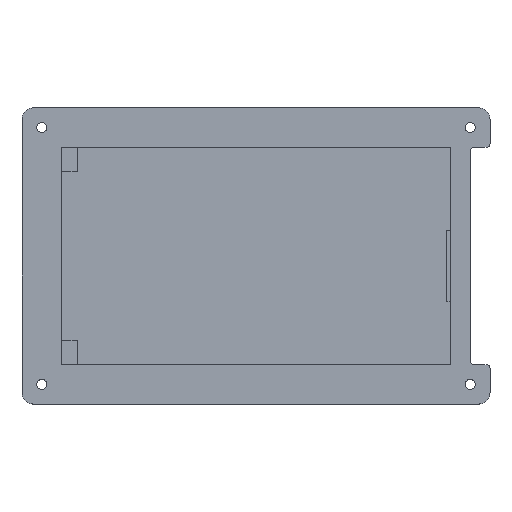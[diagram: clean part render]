
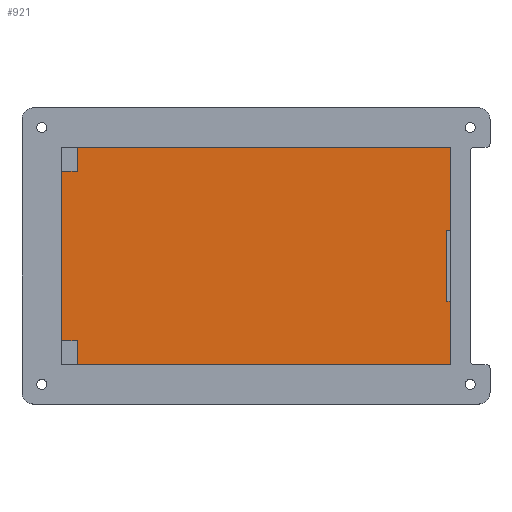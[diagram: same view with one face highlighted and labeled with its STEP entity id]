
A CAD part, top view. The second image highlights one B-rep face of the part: STEP entity #921.
In plain terms, the highlighted planar face has unit normal (0, 0, 1).
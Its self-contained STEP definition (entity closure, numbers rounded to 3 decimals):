
#41=LINE('',#1391,#133);
#76=LINE('',#1494,#168);
#80=LINE('',#1501,#172);
#82=LINE('',#1506,#174);
#83=LINE('',#1508,#175);
#84=LINE('',#1510,#176);
#85=LINE('',#1512,#177);
#86=LINE('',#1514,#178);
#87=LINE('',#1516,#179);
#88=LINE('',#1518,#180);
#89=LINE('',#1520,#181);
#90=LINE('',#1521,#182);
#133=VECTOR('',#1133,10.);
#168=VECTOR('',#1234,10.);
#172=VECTOR('',#1240,10.);
#174=VECTOR('',#1246,10.);
#175=VECTOR('',#1247,10.);
#176=VECTOR('',#1248,10.);
#177=VECTOR('',#1249,10.);
#178=VECTOR('',#1250,10.);
#179=VECTOR('',#1251,10.);
#180=VECTOR('',#1252,10.);
#181=VECTOR('',#1253,10.);
#182=VECTOR('',#1254,10.);
#277=FACE_OUTER_BOUND('',#336,.T.);
#336=EDGE_LOOP('',(#759,#760,#761,#762,#763,#764,#765,#766,#767,#768,#769,
#770));
#412=VERTEX_POINT('',#1388);
#413=VERTEX_POINT('',#1390);
#448=VERTEX_POINT('',#1493);
#450=VERTEX_POINT('',#1499);
#451=VERTEX_POINT('',#1505);
#452=VERTEX_POINT('',#1507);
#453=VERTEX_POINT('',#1509);
#454=VERTEX_POINT('',#1511);
#455=VERTEX_POINT('',#1513);
#456=VERTEX_POINT('',#1515);
#457=VERTEX_POINT('',#1517);
#458=VERTEX_POINT('',#1519);
#509=EDGE_CURVE('',#413,#412,#41,.T.);
#560=EDGE_CURVE('',#412,#448,#76,.T.);
#564=EDGE_CURVE('',#448,#450,#80,.T.);
#566=EDGE_CURVE('',#450,#451,#82,.T.);
#567=EDGE_CURVE('',#451,#452,#83,.T.);
#568=EDGE_CURVE('',#452,#453,#84,.T.);
#569=EDGE_CURVE('',#453,#454,#85,.T.);
#570=EDGE_CURVE('',#454,#455,#86,.T.);
#571=EDGE_CURVE('',#455,#456,#87,.T.);
#572=EDGE_CURVE('',#456,#457,#88,.T.);
#573=EDGE_CURVE('',#457,#458,#89,.T.);
#574=EDGE_CURVE('',#458,#413,#90,.T.);
#759=ORIENTED_EDGE('',*,*,#509,.T.);
#760=ORIENTED_EDGE('',*,*,#560,.T.);
#761=ORIENTED_EDGE('',*,*,#564,.T.);
#762=ORIENTED_EDGE('',*,*,#566,.T.);
#763=ORIENTED_EDGE('',*,*,#567,.T.);
#764=ORIENTED_EDGE('',*,*,#568,.T.);
#765=ORIENTED_EDGE('',*,*,#569,.T.);
#766=ORIENTED_EDGE('',*,*,#570,.T.);
#767=ORIENTED_EDGE('',*,*,#571,.T.);
#768=ORIENTED_EDGE('',*,*,#572,.T.);
#769=ORIENTED_EDGE('',*,*,#573,.T.);
#770=ORIENTED_EDGE('',*,*,#574,.T.);
#871=PLANE('',#1022);
#921=ADVANCED_FACE('',(#277),#871,.T.);
#1022=AXIS2_PLACEMENT_3D('',#1504,#1244,#1245);
#1133=DIRECTION('',(-1.,0.,0.));
#1234=DIRECTION('',(0.,1.,0.));
#1240=DIRECTION('',(1.,0.,0.));
#1244=DIRECTION('center_axis',(0.,0.,1.));
#1245=DIRECTION('ref_axis',(1.,0.,0.));
#1246=DIRECTION('',(0.,1.,0.));
#1247=DIRECTION('',(-1.,0.,0.));
#1248=DIRECTION('',(0.,-1.,0.));
#1249=DIRECTION('',(-1.,0.,0.));
#1250=DIRECTION('',(0.,-1.,0.));
#1251=DIRECTION('',(1.,0.,0.));
#1252=DIRECTION('',(0.,-1.,0.));
#1253=DIRECTION('',(1.,0.,0.));
#1254=DIRECTION('',(0.,1.,0.));
#1388=CARTESIAN_POINT('',(48.25,-11.5,3.));
#1390=CARTESIAN_POINT('',(49.25,-11.5,3.));
#1391=CARTESIAN_POINT('',(27.125,-11.5,3.));
#1493=CARTESIAN_POINT('',(48.25,6.5,3.));
#1494=CARTESIAN_POINT('',(48.25,-1.25,3.));
#1499=CARTESIAN_POINT('',(49.25,6.5,3.));
#1501=CARTESIAN_POINT('',(27.125,6.5,3.));
#1504=CARTESIAN_POINT('Origin',(0.,0.,3.));
#1505=CARTESIAN_POINT('',(49.25,27.5,3.));
#1506=CARTESIAN_POINT('',(49.25,-27.5,3.));
#1507=CARTESIAN_POINT('',(-45.25,27.5,3.));
#1508=CARTESIAN_POINT('',(49.25,27.5,3.));
#1509=CARTESIAN_POINT('',(-45.25,21.5,3.));
#1510=CARTESIAN_POINT('',(-45.25,27.5,3.));
#1511=CARTESIAN_POINT('',(-49.25,21.5,3.));
#1512=CARTESIAN_POINT('',(-45.25,21.5,3.));
#1513=CARTESIAN_POINT('',(-49.25,-21.5,3.));
#1514=CARTESIAN_POINT('',(-49.25,27.5,3.));
#1515=CARTESIAN_POINT('',(-45.25,-21.5,3.));
#1516=CARTESIAN_POINT('',(-45.25,-21.5,3.));
#1517=CARTESIAN_POINT('',(-45.25,-27.5,3.));
#1518=CARTESIAN_POINT('',(-45.25,-27.5,3.));
#1519=CARTESIAN_POINT('',(49.25,-27.5,3.));
#1520=CARTESIAN_POINT('',(-49.25,-27.5,3.));
#1521=CARTESIAN_POINT('',(49.25,-27.5,3.));
